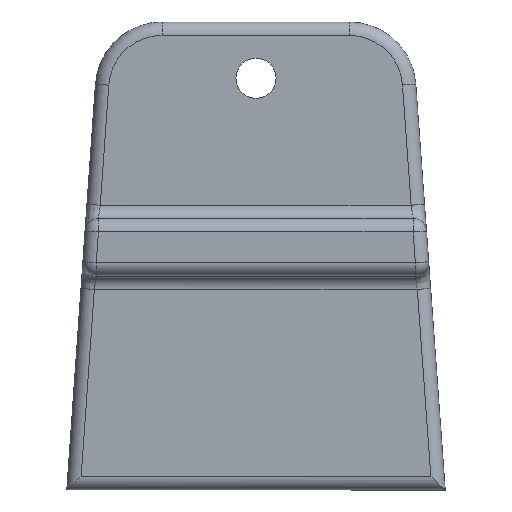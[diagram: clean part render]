
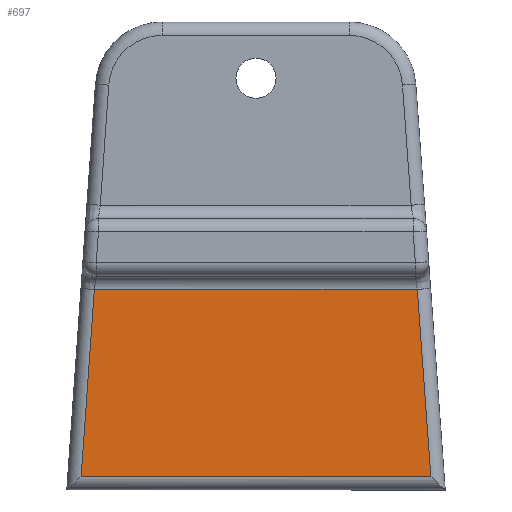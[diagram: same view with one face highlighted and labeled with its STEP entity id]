
A CAD part, front view. The second image highlights one B-rep face of the part: STEP entity #697.
In plain terms, the highlighted planar face has unit normal (0, -1, 0).
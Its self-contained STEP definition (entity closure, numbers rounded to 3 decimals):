
#38=PLANE('',#758);
#58=FACE_OUTER_BOUND('',#106,.T.);
#106=EDGE_LOOP('',(#479,#480,#481,#482));
#160=LINE('',#1106,#209);
#161=LINE('',#1108,#210);
#162=LINE('',#1110,#211);
#163=LINE('',#1111,#212);
#209=VECTOR('',#877,14.035);
#210=VECTOR('',#878,26.152);
#211=VECTOR('',#879,14.037);
#212=VECTOR('',#880,24.152);
#311=VERTEX_POINT('',#1104);
#312=VERTEX_POINT('',#1105);
#313=VERTEX_POINT('',#1107);
#314=VERTEX_POINT('',#1109);
#372=EDGE_CURVE('',#311,#312,#160,.T.);
#373=EDGE_CURVE('',#312,#313,#161,.T.);
#374=EDGE_CURVE('',#313,#314,#162,.T.);
#375=EDGE_CURVE('',#314,#311,#163,.T.);
#479=ORIENTED_EDGE('',*,*,#372,.T.);
#480=ORIENTED_EDGE('',*,*,#373,.T.);
#481=ORIENTED_EDGE('',*,*,#374,.T.);
#482=ORIENTED_EDGE('',*,*,#375,.T.);
#697=ADVANCED_FACE('',(#58),#38,.T.);
#758=AXIS2_PLACEMENT_3D('',#1103,#875,#876);
#875=DIRECTION('center_axis',(0.,-1.,0.));
#876=DIRECTION('ref_axis',(-1.,0.,0.));
#877=DIRECTION('',(-0.07,0.,-0.998));
#878=DIRECTION('',(1.,0.,0.));
#879=DIRECTION('',(-0.072,0.,0.997));
#880=DIRECTION('',(-1.,0.,0.));
#1103=CARTESIAN_POINT('Origin',(7.92,-21.917,32.25));
#1104=CARTESIAN_POINT('',(7.513,-21.917,12.25));
#1105=CARTESIAN_POINT('',(6.527,-21.917,-1.75));
#1106=CARTESIAN_POINT('',(6.451,-21.917,-2.82));
#1107=CARTESIAN_POINT('',(32.679,-21.917,-1.75));
#1108=CARTESIAN_POINT('',(33.754,-21.917,-1.75));
#1109=CARTESIAN_POINT('',(31.665,-21.917,12.25));
#1110=CARTESIAN_POINT('',(31.598,-21.917,13.178));
#1111=CARTESIAN_POINT('',(6.581,-21.917,12.25));
